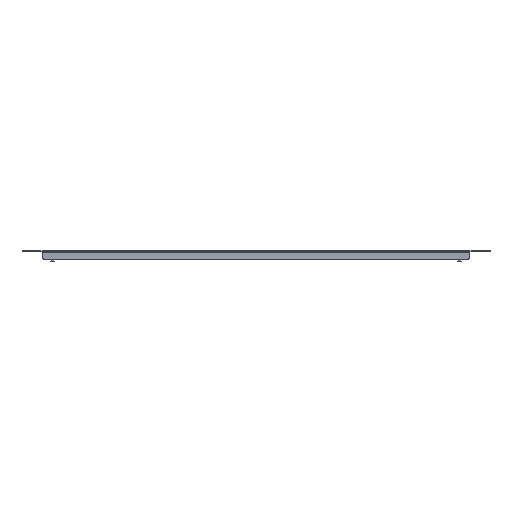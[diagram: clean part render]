
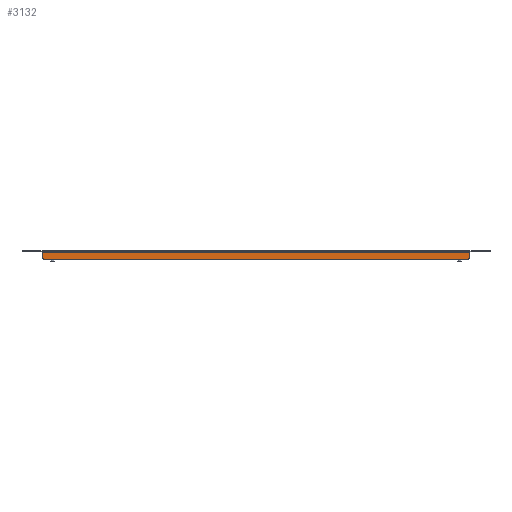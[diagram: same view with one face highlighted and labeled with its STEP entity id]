
A CAD part, front view. The second image highlights one B-rep face of the part: STEP entity #3132.
In plain terms, the highlighted planar face has unit normal (0, -1, 0).
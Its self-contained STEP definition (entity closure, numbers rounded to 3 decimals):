
#68 = VERTEX_POINT ( 'NONE', #1220 ) ;
#80 = LINE ( 'NONE', #662, #559 ) ;
#115 = ORIENTED_EDGE ( 'NONE', *, *, #2539, .F. ) ;
#166 = DIRECTION ( 'NONE',  ( 1., 0., 0. ) ) ;
#236 = AXIS2_PLACEMENT_3D ( 'NONE', #959, #2585, #719 ) ;
#256 = CARTESIAN_POINT ( 'NONE',  ( 346.357, -1035., -10. ) ) ;
#294 = DIRECTION ( 'NONE',  ( 0., 0., 1. ) ) ;
#343 = CARTESIAN_POINT ( 'NONE',  ( -351.357, -1035., -3. ) ) ;
#388 = LINE ( 'NONE', #3298, #1767 ) ;
#459 = CARTESIAN_POINT ( 'NONE',  ( 385., -1035., -3. ) ) ;
#493 = CARTESIAN_POINT ( 'NONE',  ( 351.357, -1035., -10. ) ) ;
#559 = VECTOR ( 'NONE', #3046, 1000. ) ;
#662 = CARTESIAN_POINT ( 'NONE',  ( 351.357, -1035., -15. ) ) ;
#719 = DIRECTION ( 'NONE',  ( 0., 0., 1. ) ) ;
#804 = PLANE ( 'NONE',  #2512 ) ;
#813 = DIRECTION ( 'NONE',  ( 0., -1., 0. ) ) ;
#828 = VERTEX_POINT ( 'NONE', #1566 ) ;
#835 = DIRECTION ( 'NONE',  ( 0., 1., 0. ) ) ;
#959 = CARTESIAN_POINT ( 'NONE',  ( -346.357, -1035., -10. ) ) ;
#975 = EDGE_LOOP ( 'NONE', ( #3361, #2094, #2783, #1127, #1107, #115 ) ) ;
#1107 = ORIENTED_EDGE ( 'NONE', *, *, #2420, .T. ) ;
#1127 = ORIENTED_EDGE ( 'NONE', *, *, #1683, .T. ) ;
#1139 = EDGE_CURVE ( 'NONE', #2680, #828, #388, .T. ) ;
#1220 = CARTESIAN_POINT ( 'NONE',  ( 351.357, -1035., -3. ) ) ;
#1320 = DIRECTION ( 'NONE',  ( 0., 0., 1. ) ) ;
#1566 = CARTESIAN_POINT ( 'NONE',  ( -346.357, -1035., -15. ) ) ;
#1567 = CARTESIAN_POINT ( 'NONE',  ( 0., -1035., 0. ) ) ;
#1570 = CIRCLE ( 'NONE', #236, 5. ) ;
#1611 = CARTESIAN_POINT ( 'NONE',  ( -351.357, -1035., -15. ) ) ;
#1658 = VERTEX_POINT ( 'NONE', #493 ) ;
#1683 = EDGE_CURVE ( 'NONE', #2680, #1658, #3082, .T. ) ;
#1767 = VECTOR ( 'NONE', #3279, 1000. ) ;
#2094 = ORIENTED_EDGE ( 'NONE', *, *, #2932, .T. ) ;
#2140 = DIRECTION ( 'NONE',  ( 0., 0., 1. ) ) ;
#2216 = EDGE_CURVE ( 'NONE', #2417, #2351, #2905, .T. ) ;
#2227 = CARTESIAN_POINT ( 'NONE',  ( -351.357, -1035., -10. ) ) ;
#2351 = VERTEX_POINT ( 'NONE', #343 ) ;
#2384 = VECTOR ( 'NONE', #166, 1000. ) ;
#2387 = FACE_OUTER_BOUND ( 'NONE', #975, .T. ) ;
#2391 = CARTESIAN_POINT ( 'NONE',  ( 346.357, -1035., -15. ) ) ;
#2417 = VERTEX_POINT ( 'NONE', #2227 ) ;
#2420 = EDGE_CURVE ( 'NONE', #1658, #68, #80, .T. ) ;
#2512 = AXIS2_PLACEMENT_3D ( 'NONE', #1567, #835, #1320 ) ;
#2539 = EDGE_CURVE ( 'NONE', #2351, #68, #3062, .T. ) ;
#2585 = DIRECTION ( 'NONE',  ( 0., -1., 0. ) ) ;
#2680 = VERTEX_POINT ( 'NONE', #2391 ) ;
#2783 = ORIENTED_EDGE ( 'NONE', *, *, #1139, .F. ) ;
#2905 = LINE ( 'NONE', #1611, #3222 ) ;
#2932 = EDGE_CURVE ( 'NONE', #2417, #828, #1570, .T. ) ;
#3046 = DIRECTION ( 'NONE',  ( 0., 0., 1. ) ) ;
#3062 = LINE ( 'NONE', #459, #2384 ) ;
#3082 = CIRCLE ( 'NONE', #3135, 5. ) ;
#3132 = ADVANCED_FACE ( 'NONE', ( #2387 ), #804, .F. ) ;
#3135 = AXIS2_PLACEMENT_3D ( 'NONE', #256, #813, #2140 ) ;
#3222 = VECTOR ( 'NONE', #294, 1000. ) ;
#3279 = DIRECTION ( 'NONE',  ( -1., 0., 0. ) ) ;
#3298 = CARTESIAN_POINT ( 'NONE',  ( 385., -1035., -15. ) ) ;
#3361 = ORIENTED_EDGE ( 'NONE', *, *, #2216, .F. ) ;
